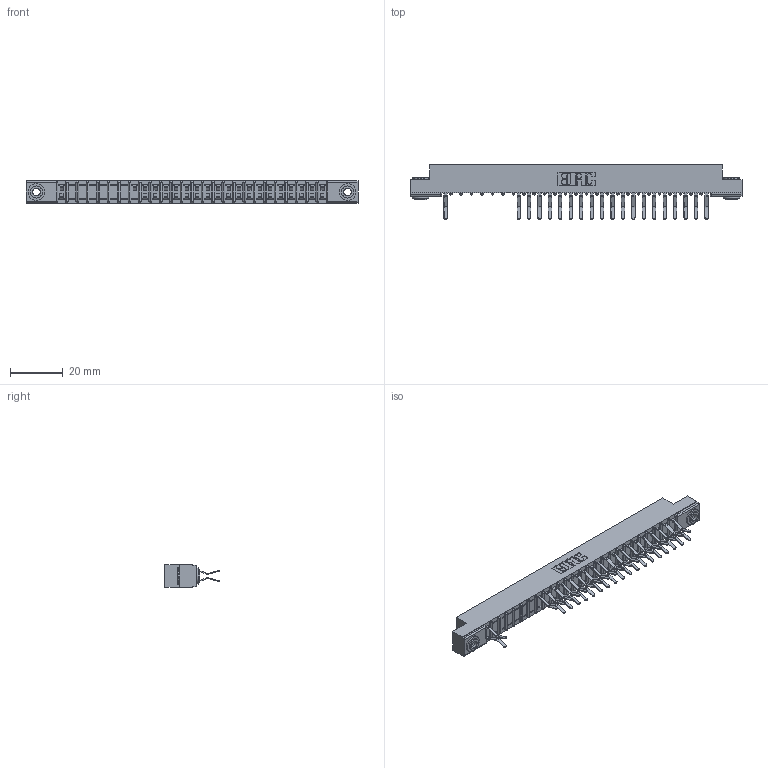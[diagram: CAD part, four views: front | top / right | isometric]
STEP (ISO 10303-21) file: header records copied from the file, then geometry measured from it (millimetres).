
FILE_DESCRIPTION (( 'STEP AP203' ), '1' );
FILE_NAME ('307-052-560-203.STEP', '2018-08-06T05:38:39', ( '' ), ( '' ), 'SwSTEP 2.0', 'SolidWorks 2016', '' );
FILE_SCHEMA (( 'CONFIG_CONTROL_DESIGN' ));
Length unit declared in the file: inch
Products named in the file (4): 307-290-001_560; 345-250-002_345-250-002-102; 307-052-560-203; 307 Part_.156 Dia Mounting Holes
Assembly tree (42 placements, depth 2):
  307-052-560-203
    307 Part_.156 Dia Mounting Holes
    307-290-001_560  x39
    345-250-002_345-250-002-102  x2
Bounding box: 126.03 x 20.73 x 8.71 mm (x, y, z)
Volume: 8125.2 mm3; surface area: 14108.2 mm2
Topology: 42 solids, 42 shells, 2277 faces, 6389 edges, 4130 vertices
Faces by surface type: plane 1459, cylinder 756, sphere 54, cone 8
Entity records: 25847 total; most frequent: CARTESIAN_POINT 4270, ORIENTED_EDGE 4234, DIRECTION 4191, EDGE_CURVE 2117, VECTOR 1609, LINE 1609, VERTEX_POINT 1370, AXIS2_PLACEMENT_3D 1291
